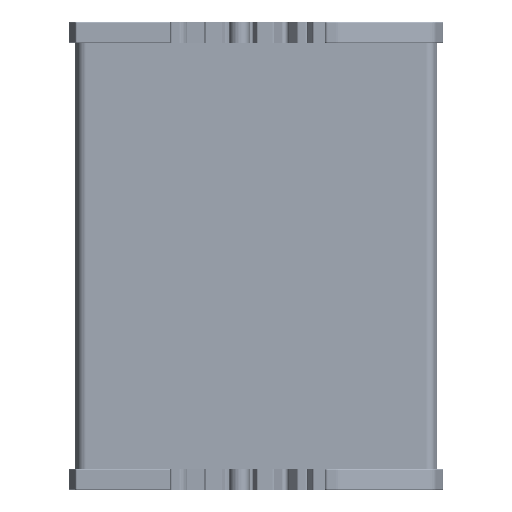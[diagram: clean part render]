
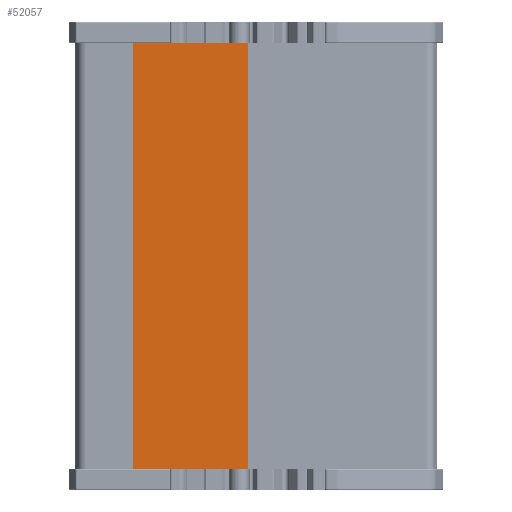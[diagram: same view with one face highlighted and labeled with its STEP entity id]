
A CAD part, front view. The second image highlights one B-rep face of the part: STEP entity #52057.
In plain terms, the highlighted planar face has unit normal (0, -1, 0).
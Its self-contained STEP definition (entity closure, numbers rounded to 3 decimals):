
#2822 = DIRECTION ( 'NONE',  ( 0., 0., 1. ) ) ;
#5624 = CARTESIAN_POINT ( 'NONE',  ( -0.75, 3.235, 15. ) ) ;
#16180 = DIRECTION ( 'NONE',  ( -1., 0., 0. ) ) ;
#19060 = EDGE_CURVE ( 'NONE', #115938, #82058, #40442, .T. ) ;
#20527 = AXIS2_PLACEMENT_3D ( 'NONE', #113968, #110999, #56844 ) ;
#27680 = CARTESIAN_POINT ( 'NONE',  ( -31.152, 3.235, 15. ) ) ;
#34576 = ORIENTED_EDGE ( 'NONE', *, *, #61306, .F. ) ;
#37496 = DIRECTION ( 'NONE',  ( 0., 0., 1. ) ) ;
#39273 = VERTEX_POINT ( 'NONE', #74795 ) ;
#40442 = LINE ( 'NONE', #27680, #100537 ) ;
#52057 = ADVANCED_FACE ( 'NONE', ( #79377 ), #68102, .F. ) ;
#52296 = EDGE_CURVE ( 'NONE', #39273, #77918, #74959, .T. ) ;
#52652 = EDGE_LOOP ( 'NONE', ( #128522, #104727, #34576, #94697 ) ) ;
#56844 = DIRECTION ( 'NONE',  ( 1., 0., 0. ) ) ;
#61306 = EDGE_CURVE ( 'NONE', #39273, #115938, #86093, .T. ) ;
#68102 = PLANE ( 'NONE',  #20527 ) ;
#74795 = CARTESIAN_POINT ( 'NONE',  ( -0.75, 3.235, 15. ) ) ;
#74959 = LINE ( 'NONE', #106606, #126151 ) ;
#77918 = VERTEX_POINT ( 'NONE', #146760 ) ;
#79377 = FACE_OUTER_BOUND ( 'NONE', #52652, .T. ) ;
#82058 = VERTEX_POINT ( 'NONE', #110411 ) ;
#83855 = DIRECTION ( 'NONE',  ( -1., 0., 0. ) ) ;
#86093 = LINE ( 'NONE', #5624, #105931 ) ;
#93305 = VECTOR ( 'NONE', #83855, 1000. ) ;
#94697 = ORIENTED_EDGE ( 'NONE', *, *, #52296, .T. ) ;
#100537 = VECTOR ( 'NONE', #37496, 1000. ) ;
#104727 = ORIENTED_EDGE ( 'NONE', *, *, #19060, .F. ) ;
#105656 = CARTESIAN_POINT ( 'NONE',  ( -0.75, 3.235, 121. ) ) ;
#105931 = VECTOR ( 'NONE', #16180, 1000. ) ;
#106606 = CARTESIAN_POINT ( 'NONE',  ( -0.75, 3.235, 15. ) ) ;
#110411 = CARTESIAN_POINT ( 'NONE',  ( -31.152, 3.235, 121. ) ) ;
#110999 = DIRECTION ( 'NONE',  ( 0., 1., 0. ) ) ;
#113968 = CARTESIAN_POINT ( 'NONE',  ( -15.951, 3.235, 60.5 ) ) ;
#115938 = VERTEX_POINT ( 'NONE', #142581 ) ;
#117572 = EDGE_CURVE ( 'NONE', #77918, #82058, #139485, .T. ) ;
#126151 = VECTOR ( 'NONE', #2822, 1000. ) ;
#128522 = ORIENTED_EDGE ( 'NONE', *, *, #117572, .T. ) ;
#139485 = LINE ( 'NONE', #105656, #93305 ) ;
#142581 = CARTESIAN_POINT ( 'NONE',  ( -31.152, 3.235, 15. ) ) ;
#146760 = CARTESIAN_POINT ( 'NONE',  ( -0.75, 3.235, 121. ) ) ;
